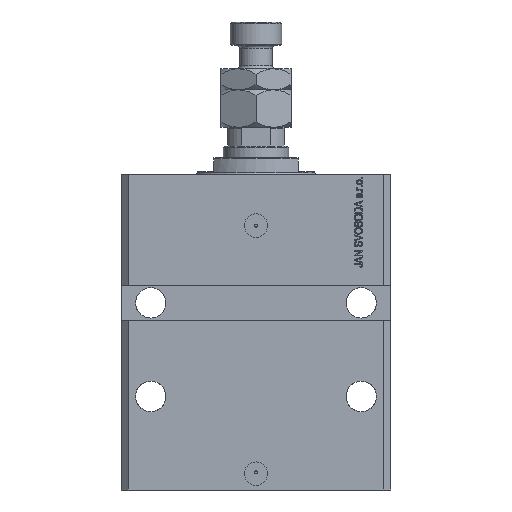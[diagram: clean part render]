
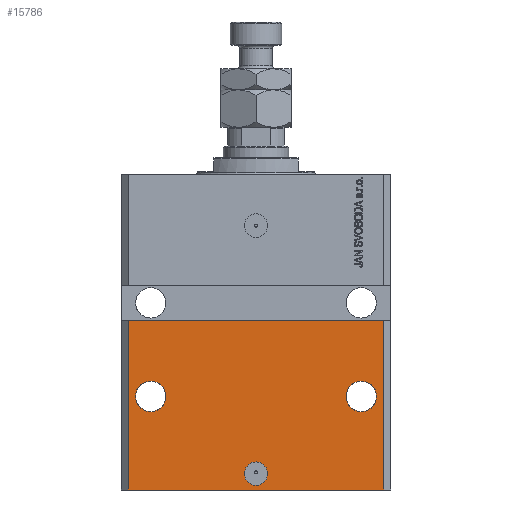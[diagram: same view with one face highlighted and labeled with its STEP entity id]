
A CAD part, front view. The second image highlights one B-rep face of the part: STEP entity #15786.
In plain terms, the highlighted planar face has unit normal (0, -1, 0).
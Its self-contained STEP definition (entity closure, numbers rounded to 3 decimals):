
#24 = ORIENTED_EDGE ( 'NONE', *, *, #47740, .F. ) ;
#245 = DIRECTION ( 'NONE',  ( -1., 0., 0. ) ) ;
#505 = DIRECTION ( 'NONE',  ( 1., 0., 0. ) ) ;
#660 = DIRECTION ( 'NONE',  ( 0., -1., 0. ) ) ;
#821 = ORIENTED_EDGE ( 'NONE', *, *, #48027, .F. ) ;
#824 = VERTEX_POINT ( 'NONE', #31755 ) ;
#1221 = VERTEX_POINT ( 'NONE', #13953 ) ;
#2031 = DIRECTION ( 'NONE',  ( 1., 0., 0. ) ) ;
#2274 = DIRECTION ( 'NONE',  ( 1., 0., 0. ) ) ;
#2810 = CARTESIAN_POINT ( 'NONE',  ( 45., -45., -95. ) ) ;
#3480 = FACE_OUTER_BOUND ( 'NONE', #26628, .T. ) ;
#4073 = DIRECTION ( 'NONE',  ( 1., 0., 0. ) ) ;
#4336 = VERTEX_POINT ( 'NONE', #40776 ) ;
#4762 = AXIS2_PLACEMENT_3D ( 'NONE', #12854, #6283, #34994 ) ;
#5039 = VERTEX_POINT ( 'NONE', #43046 ) ;
#5925 = LINE ( 'NONE', #20759, #36410 ) ;
#6168 = DIRECTION ( 'NONE',  ( 1., 0., 0. ) ) ;
#6283 = DIRECTION ( 'NONE',  ( 0., -1., 0. ) ) ;
#6671 = EDGE_CURVE ( 'NONE', #1221, #22880, #39140, .T. ) ;
#6725 = AXIS2_PLACEMENT_3D ( 'NONE', #11851, #660, #4073 ) ;
#7653 = CIRCLE ( 'NONE', #9183, 5. ) ;
#8298 = ORIENTED_EDGE ( 'NONE', *, *, #6671, .F. ) ;
#8799 = EDGE_LOOP ( 'NONE', ( #33910, #24 ) ) ;
#9183 = AXIS2_PLACEMENT_3D ( 'NONE', #9804, #13456, #2031 ) ;
#9804 = CARTESIAN_POINT ( 'NONE',  ( 0., -45., -128. ) ) ;
#9881 = VECTOR ( 'NONE', #505, 1000. ) ;
#10502 = VERTEX_POINT ( 'NONE', #33908 ) ;
#10530 = DIRECTION ( 'NONE',  ( 0., -1., 0. ) ) ;
#10776 = FACE_BOUND ( 'NONE', #22496, .T. ) ;
#11499 = CARTESIAN_POINT ( 'NONE',  ( -54.5, -45., -135. ) ) ;
#11851 = CARTESIAN_POINT ( 'NONE',  ( 45., -45., -95. ) ) ;
#11999 = LINE ( 'NONE', #26582, #47738 ) ;
#12319 = VERTEX_POINT ( 'NONE', #14111 ) ;
#12854 = CARTESIAN_POINT ( 'NONE',  ( -45., -45., -95. ) ) ;
#13455 = CARTESIAN_POINT ( 'NONE',  ( -54.5, -45., -135. ) ) ;
#13456 = DIRECTION ( 'NONE',  ( 0., -1., 0. ) ) ;
#13953 = CARTESIAN_POINT ( 'NONE',  ( -38.5, -45., -95. ) ) ;
#14111 = CARTESIAN_POINT ( 'NONE',  ( -54.5, -45., -135. ) ) ;
#14862 = CARTESIAN_POINT ( 'NONE',  ( -45., -45., -95. ) ) ;
#15786 = ADVANCED_FACE ( 'NONE', ( #10776, #33148, #36084, #3480 ), #47509, .T. ) ;
#16243 = EDGE_CURVE ( 'NONE', #4336, #47209, #26876, .T. ) ;
#16887 = CARTESIAN_POINT ( 'NONE',  ( -51.5, -45., -95. ) ) ;
#20759 = CARTESIAN_POINT ( 'NONE',  ( -54.5, -45., -135. ) ) ;
#20906 = ORIENTED_EDGE ( 'NONE', *, *, #34033, .F. ) ;
#21109 = CARTESIAN_POINT ( 'NONE',  ( 0., -45., -128. ) ) ;
#21644 = VECTOR ( 'NONE', #33391, 1000. ) ;
#22073 = EDGE_CURVE ( 'NONE', #12319, #5039, #5925, .T. ) ;
#22177 = EDGE_CURVE ( 'NONE', #12319, #824, #44356, .T. ) ;
#22392 = CIRCLE ( 'NONE', #44145, 6.5 ) ;
#22496 = EDGE_LOOP ( 'NONE', ( #821, #20906 ) ) ;
#22880 = VERTEX_POINT ( 'NONE', #16887 ) ;
#23679 = ORIENTED_EDGE ( 'NONE', *, *, #28036, .F. ) ;
#24270 = DIRECTION ( 'NONE',  ( 1., 0., 0. ) ) ;
#24832 = ORIENTED_EDGE ( 'NONE', *, *, #22177, .F. ) ;
#25336 = EDGE_LOOP ( 'NONE', ( #8298, #23679 ) ) ;
#25352 = AXIS2_PLACEMENT_3D ( 'NONE', #13455, #10530, #6168 ) ;
#25736 = CIRCLE ( 'NONE', #4762, 6.5 ) ;
#26582 = CARTESIAN_POINT ( 'NONE',  ( 54.5, -45., -135. ) ) ;
#26628 = EDGE_LOOP ( 'NONE', ( #26826, #24832, #48030, #45044 ) ) ;
#26661 = CARTESIAN_POINT ( 'NONE',  ( 54.5, -45., -62.5 ) ) ;
#26826 = ORIENTED_EDGE ( 'NONE', *, *, #46045, .F. ) ;
#26876 = CIRCLE ( 'NONE', #6725, 6.5 ) ;
#28036 = EDGE_CURVE ( 'NONE', #22880, #1221, #25736, .T. ) ;
#30524 = VERTEX_POINT ( 'NONE', #26661 ) ;
#31755 = CARTESIAN_POINT ( 'NONE',  ( -54.5, -45., -62.5 ) ) ;
#31803 = DIRECTION ( 'NONE',  ( 0., -1., 0. ) ) ;
#33148 = FACE_BOUND ( 'NONE', #8799, .T. ) ;
#33391 = DIRECTION ( 'NONE',  ( 0., 0., 1. ) ) ;
#33833 = LINE ( 'NONE', #45269, #9881 ) ;
#33908 = CARTESIAN_POINT ( 'NONE',  ( 5., -45., -128. ) ) ;
#33910 = ORIENTED_EDGE ( 'NONE', *, *, #16243, .F. ) ;
#34033 = EDGE_CURVE ( 'NONE', #36797, #10502, #39156, .T. ) ;
#34994 = DIRECTION ( 'NONE',  ( -1., 0., 0. ) ) ;
#35410 = DIRECTION ( 'NONE',  ( 0., -1., 0. ) ) ;
#35899 = DIRECTION ( 'NONE',  ( 1., 0., 0. ) ) ;
#36084 = FACE_BOUND ( 'NONE', #25336, .T. ) ;
#36410 = VECTOR ( 'NONE', #2274, 1000. ) ;
#36653 = CARTESIAN_POINT ( 'NONE',  ( -5., -45., -128. ) ) ;
#36797 = VERTEX_POINT ( 'NONE', #36653 ) ;
#37553 = DIRECTION ( 'NONE',  ( 0., 0., 1. ) ) ;
#38406 = CARTESIAN_POINT ( 'NONE',  ( 38.5, -45., -95. ) ) ;
#38821 = EDGE_CURVE ( 'NONE', #5039, #30524, #11999, .T. ) ;
#39104 = AXIS2_PLACEMENT_3D ( 'NONE', #14862, #45017, #245 ) ;
#39140 = CIRCLE ( 'NONE', #39104, 6.5 ) ;
#39156 = CIRCLE ( 'NONE', #43830, 5. ) ;
#40776 = CARTESIAN_POINT ( 'NONE',  ( 51.5, -45., -95. ) ) ;
#43046 = CARTESIAN_POINT ( 'NONE',  ( 54.5, -45., -135. ) ) ;
#43830 = AXIS2_PLACEMENT_3D ( 'NONE', #21109, #31803, #24270 ) ;
#44145 = AXIS2_PLACEMENT_3D ( 'NONE', #2810, #35410, #35899 ) ;
#44356 = LINE ( 'NONE', #11499, #21644 ) ;
#45017 = DIRECTION ( 'NONE',  ( 0., -1., 0. ) ) ;
#45044 = ORIENTED_EDGE ( 'NONE', *, *, #38821, .T. ) ;
#45269 = CARTESIAN_POINT ( 'NONE',  ( -57.5, -45., -62.5 ) ) ;
#46045 = EDGE_CURVE ( 'NONE', #824, #30524, #33833, .T. ) ;
#47209 = VERTEX_POINT ( 'NONE', #38406 ) ;
#47509 = PLANE ( 'NONE',  #25352 ) ;
#47738 = VECTOR ( 'NONE', #37553, 1000. ) ;
#47740 = EDGE_CURVE ( 'NONE', #47209, #4336, #22392, .T. ) ;
#48027 = EDGE_CURVE ( 'NONE', #10502, #36797, #7653, .T. ) ;
#48030 = ORIENTED_EDGE ( 'NONE', *, *, #22073, .T. ) ;
